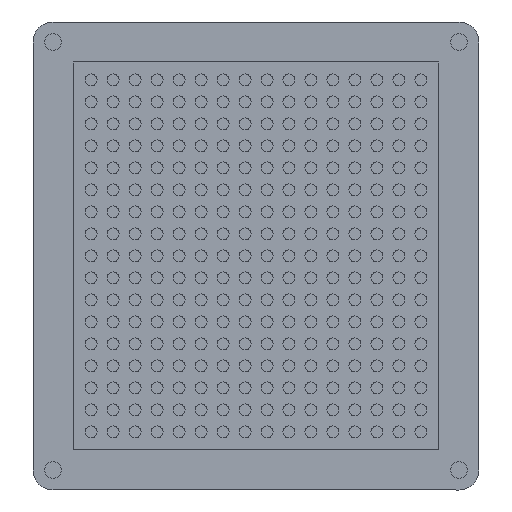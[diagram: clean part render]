
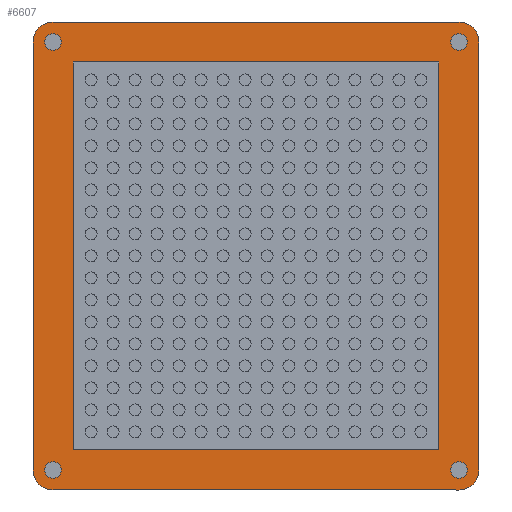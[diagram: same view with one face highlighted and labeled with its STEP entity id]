
A CAD part, front view. The second image highlights one B-rep face of the part: STEP entity #6607.
In plain terms, the highlighted planar face has unit normal (0, -1, 0).
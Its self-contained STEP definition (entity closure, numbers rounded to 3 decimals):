
#15=FACE_BOUND('',#1148,.T.);
#16=FACE_BOUND('',#1149,.T.);
#17=FACE_BOUND('',#1150,.T.);
#18=FACE_BOUND('',#1151,.T.);
#19=FACE_BOUND('',#1152,.T.);
#292=PLANE('',#7190);
#580=FACE_OUTER_BOUND('',#1147,.T.);
#1147=EDGE_LOOP('',(#4602,#4603,#4604,#4605,#4606,#4607,#4608,#4609));
#1148=EDGE_LOOP('',(#4610));
#1149=EDGE_LOOP('',(#4611));
#1150=EDGE_LOOP('',(#4612));
#1151=EDGE_LOOP('',(#4613));
#1152=EDGE_LOOP('',(#4614,#4615,#4616,#4617));
#1992=LINE('',#10886,#2296);
#1993=LINE('',#10890,#2297);
#1994=LINE('',#10894,#2298);
#1995=LINE('',#10897,#2299);
#1996=LINE('',#10908,#2300);
#1997=LINE('',#10910,#2301);
#1998=LINE('',#10912,#2302);
#1999=LINE('',#10913,#2303);
#2296=VECTOR('',#8326,10.);
#2297=VECTOR('',#8329,10.);
#2298=VECTOR('',#8332,10.);
#2299=VECTOR('',#8335,10.);
#2300=VECTOR('',#8344,10.);
#2301=VECTOR('',#8345,10.);
#2302=VECTOR('',#8346,10.);
#2303=VECTOR('',#8347,10.);
#2599=CIRCLE('',#7189,5.);
#2600=CIRCLE('',#7191,5.);
#2601=CIRCLE('',#7192,5.);
#2602=CIRCLE('',#7193,5.);
#2603=CIRCLE('',#7194,2.05);
#2604=CIRCLE('',#7195,2.05);
#2605=CIRCLE('',#7196,2.05);
#2606=CIRCLE('',#7197,2.05);
#3160=VERTEX_POINT('',#10879);
#3161=VERTEX_POINT('',#10881);
#3162=VERTEX_POINT('',#10885);
#3163=VERTEX_POINT('',#10887);
#3164=VERTEX_POINT('',#10889);
#3165=VERTEX_POINT('',#10891);
#3166=VERTEX_POINT('',#10893);
#3167=VERTEX_POINT('',#10895);
#3168=VERTEX_POINT('',#10898);
#3169=VERTEX_POINT('',#10900);
#3170=VERTEX_POINT('',#10902);
#3171=VERTEX_POINT('',#10904);
#3172=VERTEX_POINT('',#10906);
#3173=VERTEX_POINT('',#10907);
#3174=VERTEX_POINT('',#10909);
#3175=VERTEX_POINT('',#10911);
#3736=EDGE_CURVE('',#3160,#3161,#2599,.T.);
#3738=EDGE_CURVE('',#3160,#3162,#1992,.T.);
#3739=EDGE_CURVE('',#3163,#3162,#2600,.T.);
#3740=EDGE_CURVE('',#3163,#3164,#1993,.T.);
#3741=EDGE_CURVE('',#3165,#3164,#2601,.T.);
#3742=EDGE_CURVE('',#3165,#3166,#1994,.T.);
#3743=EDGE_CURVE('',#3167,#3166,#2602,.T.);
#3744=EDGE_CURVE('',#3167,#3161,#1995,.T.);
#3745=EDGE_CURVE('',#3168,#3168,#2603,.T.);
#3746=EDGE_CURVE('',#3169,#3169,#2604,.T.);
#3747=EDGE_CURVE('',#3170,#3170,#2605,.T.);
#3748=EDGE_CURVE('',#3171,#3171,#2606,.T.);
#3749=EDGE_CURVE('',#3172,#3173,#1996,.T.);
#3750=EDGE_CURVE('',#3173,#3174,#1997,.T.);
#3751=EDGE_CURVE('',#3174,#3175,#1998,.T.);
#3752=EDGE_CURVE('',#3175,#3172,#1999,.T.);
#4602=ORIENTED_EDGE('',*,*,#3736,.F.);
#4603=ORIENTED_EDGE('',*,*,#3738,.T.);
#4604=ORIENTED_EDGE('',*,*,#3739,.F.);
#4605=ORIENTED_EDGE('',*,*,#3740,.T.);
#4606=ORIENTED_EDGE('',*,*,#3741,.F.);
#4607=ORIENTED_EDGE('',*,*,#3742,.T.);
#4608=ORIENTED_EDGE('',*,*,#3743,.F.);
#4609=ORIENTED_EDGE('',*,*,#3744,.T.);
#4610=ORIENTED_EDGE('',*,*,#3745,.T.);
#4611=ORIENTED_EDGE('',*,*,#3746,.T.);
#4612=ORIENTED_EDGE('',*,*,#3747,.T.);
#4613=ORIENTED_EDGE('',*,*,#3748,.T.);
#4614=ORIENTED_EDGE('',*,*,#3749,.T.);
#4615=ORIENTED_EDGE('',*,*,#3750,.T.);
#4616=ORIENTED_EDGE('',*,*,#3751,.T.);
#4617=ORIENTED_EDGE('',*,*,#3752,.T.);
#6607=ADVANCED_FACE('',(#580,#15,#16,#17,#18,#19),#292,.T.);
#7189=AXIS2_PLACEMENT_3D('',#10882,#8321,#8322);
#7190=AXIS2_PLACEMENT_3D('',#10884,#8324,#8325);
#7191=AXIS2_PLACEMENT_3D('',#10888,#8327,#8328);
#7192=AXIS2_PLACEMENT_3D('',#10892,#8330,#8331);
#7193=AXIS2_PLACEMENT_3D('',#10896,#8333,#8334);
#7194=AXIS2_PLACEMENT_3D('',#10899,#8336,#8337);
#7195=AXIS2_PLACEMENT_3D('',#10901,#8338,#8339);
#7196=AXIS2_PLACEMENT_3D('',#10903,#8340,#8341);
#7197=AXIS2_PLACEMENT_3D('',#10905,#8342,#8343);
#8321=DIRECTION('center_axis',(0.,1.,0.));
#8322=DIRECTION('ref_axis',(-0.707,0.,0.707));
#8324=DIRECTION('center_axis',(0.,-1.,0.));
#8325=DIRECTION('ref_axis',(0.,0.,-1.));
#8326=DIRECTION('',(0.,0.,-1.));
#8327=DIRECTION('center_axis',(0.,1.,0.));
#8328=DIRECTION('ref_axis',(-0.707,0.,-0.707));
#8329=DIRECTION('',(1.,0.,0.));
#8330=DIRECTION('center_axis',(0.,1.,0.));
#8331=DIRECTION('ref_axis',(0.707,0.,-0.707));
#8332=DIRECTION('',(0.,0.,1.));
#8333=DIRECTION('center_axis',(0.,1.,0.));
#8334=DIRECTION('ref_axis',(0.707,0.,0.707));
#8335=DIRECTION('',(-1.,0.,0.));
#8336=DIRECTION('center_axis',(0.,1.,0.));
#8337=DIRECTION('ref_axis',(0.,0.,-1.));
#8338=DIRECTION('center_axis',(0.,1.,0.));
#8339=DIRECTION('ref_axis',(0.,0.,-1.));
#8340=DIRECTION('center_axis',(0.,1.,0.));
#8341=DIRECTION('ref_axis',(0.,0.,-1.));
#8342=DIRECTION('center_axis',(0.,1.,0.));
#8343=DIRECTION('ref_axis',(0.,0.,-1.));
#8344=DIRECTION('',(1.,0.,0.));
#8345=DIRECTION('',(0.,0.,-1.));
#8346=DIRECTION('',(-1.,0.,0.));
#8347=DIRECTION('',(0.,0.,1.));
#10879=CARTESIAN_POINT('',(-14.5,-3.,9.5));
#10881=CARTESIAN_POINT('',(-9.5,-3.,14.5));
#10882=CARTESIAN_POINT('Origin',(-9.5,-3.,9.5));
#10884=CARTESIAN_POINT('Origin',(41.25,-3.,-44.));
#10885=CARTESIAN_POINT('',(-14.5,-3.,-97.5));
#10886=CARTESIAN_POINT('',(-14.5,-3.,-102.5));
#10887=CARTESIAN_POINT('',(-9.5,-3.,-102.5));
#10888=CARTESIAN_POINT('Origin',(-9.5,-3.,-97.5));
#10889=CARTESIAN_POINT('',(92.,-3.,-102.5));
#10890=CARTESIAN_POINT('',(97.,-3.,-102.5));
#10891=CARTESIAN_POINT('',(97.,-3.,-97.5));
#10892=CARTESIAN_POINT('Origin',(92.,-3.,-97.5));
#10893=CARTESIAN_POINT('',(97.,-3.,9.5));
#10894=CARTESIAN_POINT('',(97.,-3.,14.5));
#10895=CARTESIAN_POINT('',(92.,-3.,14.5));
#10896=CARTESIAN_POINT('Origin',(92.,-3.,9.5));
#10897=CARTESIAN_POINT('',(-14.5,-3.,14.5));
#10898=CARTESIAN_POINT('',(92.,-3.,-95.45));
#10899=CARTESIAN_POINT('Origin',(92.,-3.,-97.5));
#10900=CARTESIAN_POINT('',(-9.5,-3.,11.55));
#10901=CARTESIAN_POINT('Origin',(-9.5,-3.,9.5));
#10902=CARTESIAN_POINT('',(92.,-3.,11.55));
#10903=CARTESIAN_POINT('Origin',(92.,-3.,9.5));
#10904=CARTESIAN_POINT('',(-9.5,-3.,-95.45));
#10905=CARTESIAN_POINT('Origin',(-9.5,-3.,-97.5));
#10906=CARTESIAN_POINT('',(-4.5,-3.,4.5));
#10907=CARTESIAN_POINT('',(87.,-3.,4.5));
#10908=CARTESIAN_POINT('',(-4.5,-3.,4.5));
#10909=CARTESIAN_POINT('',(87.,-3.,-92.5));
#10910=CARTESIAN_POINT('',(87.,-3.,4.5));
#10911=CARTESIAN_POINT('',(-4.5,-3.,-92.5));
#10912=CARTESIAN_POINT('',(87.,-3.,-92.5));
#10913=CARTESIAN_POINT('',(-4.5,-3.,-92.5));
